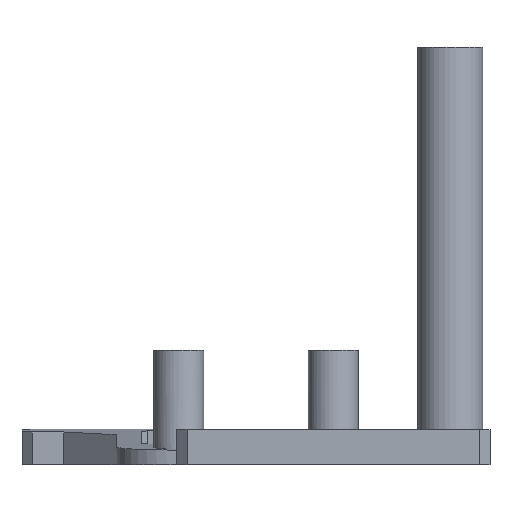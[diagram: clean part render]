
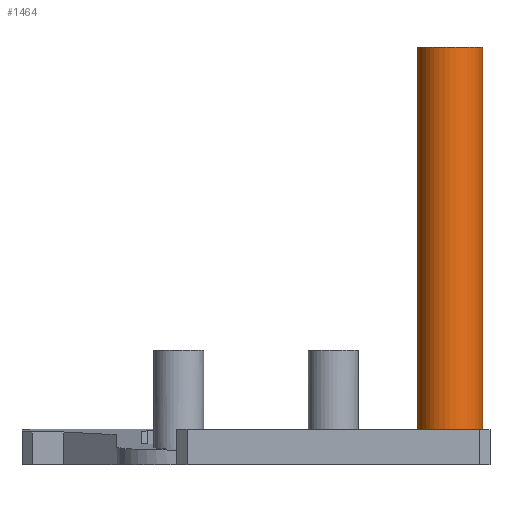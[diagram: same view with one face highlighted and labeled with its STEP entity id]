
A CAD part, front view. The second image highlights one B-rep face of the part: STEP entity #1464.
In plain terms, the highlighted cylindrical face has radius 15.5 mm (diameter 31 mm), a full revolution.
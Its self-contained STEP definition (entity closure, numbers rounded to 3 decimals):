
#33=CIRCLE('',#1572,15.5);
#34=CIRCLE('',#1573,15.5);
#42=CYLINDRICAL_SURFACE('',#1571,15.5);
#136=FACE_OUTER_BOUND('',#224,.T.);
#224=EDGE_LOOP('',(#1319,#1320,#1321,#1322));
#410=LINE('',#2355,#592);
#592=VECTOR('',#1940,15.5);
#725=VERTEX_POINT('',#2352);
#726=VERTEX_POINT('',#2354);
#924=EDGE_CURVE('',#725,#725,#33,.T.);
#925=EDGE_CURVE('',#725,#726,#410,.T.);
#926=EDGE_CURVE('',#726,#726,#34,.T.);
#1319=ORIENTED_EDGE('',*,*,#924,.F.);
#1320=ORIENTED_EDGE('',*,*,#925,.T.);
#1321=ORIENTED_EDGE('',*,*,#926,.T.);
#1322=ORIENTED_EDGE('',*,*,#925,.F.);
#1464=ADVANCED_FACE('',(#136),#42,.T.);
#1571=AXIS2_PLACEMENT_3D('',#2351,#1936,#1937);
#1572=AXIS2_PLACEMENT_3D('',#2353,#1938,#1939);
#1573=AXIS2_PLACEMENT_3D('',#2356,#1941,#1942);
#1936=DIRECTION('center_axis',(0.,0.,1.));
#1937=DIRECTION('ref_axis',(1.,0.,0.));
#1938=DIRECTION('center_axis',(0.,0.,1.));
#1939=DIRECTION('ref_axis',(1.,0.,0.));
#1940=DIRECTION('',(0.,0.,-1.));
#1941=DIRECTION('center_axis',(0.,0.,1.));
#1942=DIRECTION('ref_axis',(1.,0.,0.));
#2351=CARTESIAN_POINT('Origin',(131.037,70.713,0.));
#2352=CARTESIAN_POINT('',(115.537,70.713,200.));
#2353=CARTESIAN_POINT('Origin',(131.037,70.713,200.));
#2354=CARTESIAN_POINT('',(115.537,70.713,0.));
#2355=CARTESIAN_POINT('',(115.537,70.713,0.));
#2356=CARTESIAN_POINT('Origin',(131.037,70.713,0.));
